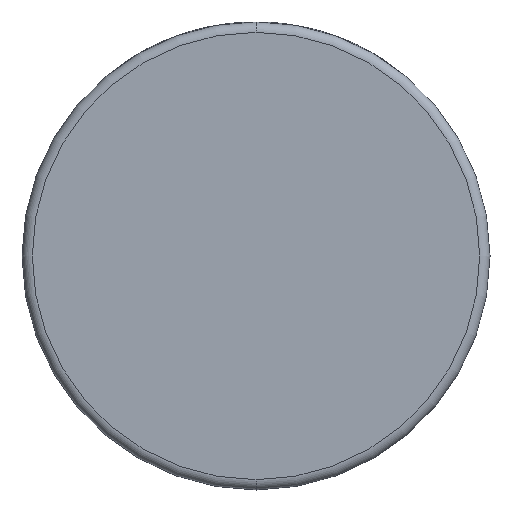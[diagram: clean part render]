
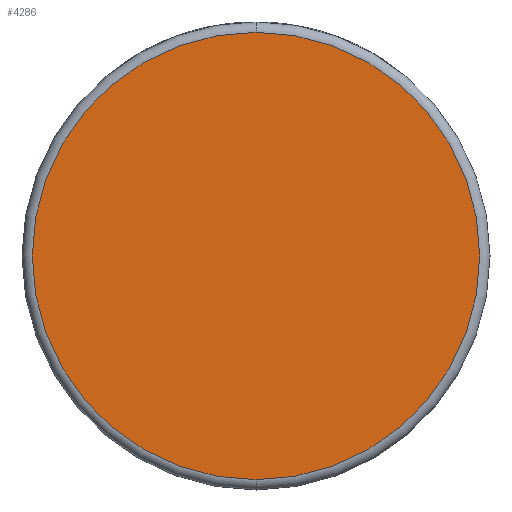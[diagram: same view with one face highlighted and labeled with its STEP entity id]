
A CAD part, front view. The second image highlights one B-rep face of the part: STEP entity #4286.
In plain terms, the highlighted planar face has unit normal (0, -1, 0).
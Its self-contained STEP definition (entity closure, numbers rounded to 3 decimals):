
#447 = AXIS2_PLACEMENT_3D ( 'NONE', #519, #539, #3265 ) ;
#472 = AXIS2_PLACEMENT_3D ( 'NONE', #677, #2676, #3400 ) ;
#519 = CARTESIAN_POINT ( 'NONE',  ( 0., 0., 0. ) ) ;
#539 = DIRECTION ( 'NONE',  ( 0., -1., 0. ) ) ;
#677 = CARTESIAN_POINT ( 'NONE',  ( 0., 0., 0. ) ) ;
#1708 = DIRECTION ( 'NONE',  ( 0., -1., 0. ) ) ;
#2011 = CARTESIAN_POINT ( 'NONE',  ( 0., 0., 43.5 ) ) ;
#2174 = VERTEX_POINT ( 'NONE', #2011 ) ;
#2247 = ORIENTED_EDGE ( 'NONE', *, *, #4710, .T. ) ;
#2387 = FACE_OUTER_BOUND ( 'NONE', #4725, .T. ) ;
#2676 = DIRECTION ( 'NONE',  ( 0., 1., 0. ) ) ;
#2739 = VERTEX_POINT ( 'NONE', #4349 ) ;
#3245 = CIRCLE ( 'NONE', #3864, 43.5 ) ;
#3265 = DIRECTION ( 'NONE',  ( 0., 0., 1. ) ) ;
#3289 = CARTESIAN_POINT ( 'NONE',  ( 0., 0., 0. ) ) ;
#3400 = DIRECTION ( 'NONE',  ( 0., 0., 1. ) ) ;
#3411 = PLANE ( 'NONE',  #472 ) ;
#3442 = ORIENTED_EDGE ( 'NONE', *, *, #3692, .T. ) ;
#3692 = EDGE_CURVE ( 'NONE', #2174, #2739, #3245, .T. ) ;
#3709 = DIRECTION ( 'NONE',  ( 0., 0., 1. ) ) ;
#3864 = AXIS2_PLACEMENT_3D ( 'NONE', #3289, #1708, #3709 ) ;
#4286 = ADVANCED_FACE ( 'NONE', ( #2387 ), #3411, .F. ) ;
#4349 = CARTESIAN_POINT ( 'NONE',  ( 0., 0., -43.5 ) ) ;
#4710 = EDGE_CURVE ( 'NONE', #2739, #2174, #5052, .T. ) ;
#4725 = EDGE_LOOP ( 'NONE', ( #3442, #2247 ) ) ;
#5052 = CIRCLE ( 'NONE', #447, 43.5 ) ;
